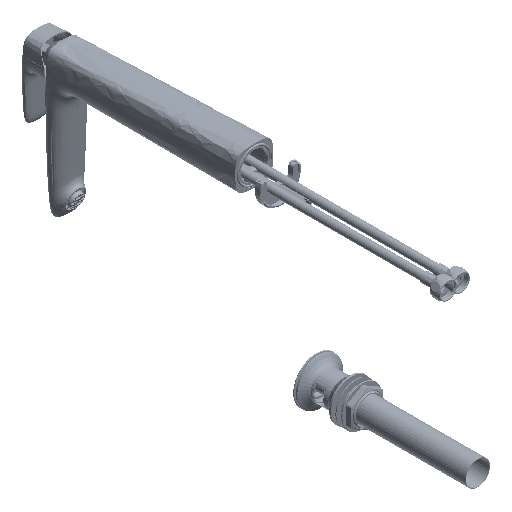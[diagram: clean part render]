
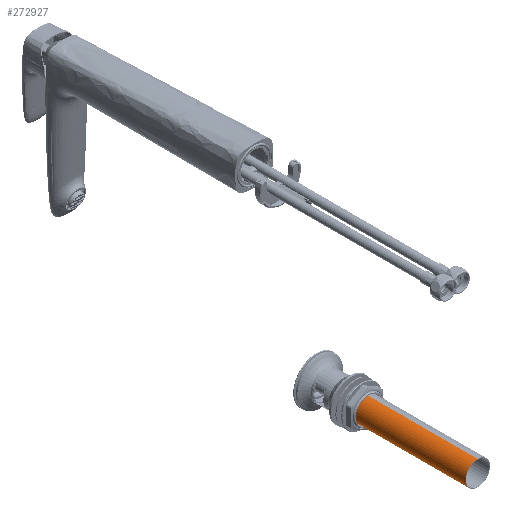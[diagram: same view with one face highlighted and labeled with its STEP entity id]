
A CAD part, isometric view. The second image highlights one B-rep face of the part: STEP entity #272927.
In plain terms, the highlighted cylindrical face has radius 15.84 mm (diameter 31.68 mm), a partial arc.
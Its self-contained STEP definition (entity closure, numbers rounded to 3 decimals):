
#272629=DIRECTION('',(0.,1.,0.));
#272630=VECTOR('',#272629,142.756);
#272631=CARTESIAN_POINT('',(0.,-151.,-15.84));
#272632=LINE('',#272631,#272630);
#272633=DIRECTION('',(0.,1.,0.));
#272634=VECTOR('',#272633,142.756);
#272635=CARTESIAN_POINT('',(0.,-151.,15.84));
#272636=LINE('',#272635,#272634);
#272637=CARTESIAN_POINT('',(0.,-151.,0.));
#272638=DIRECTION('',(0.,1.,0.));
#272639=DIRECTION('',(0.,0.,-1.));
#272640=AXIS2_PLACEMENT_3D('',#272637,#272638,#272639);
#272662=CARTESIAN_POINT('',(0.,-8.244,0.));
#272663=DIRECTION('',(0.,1.,0.));
#272664=DIRECTION('',(0.,0.,-1.));
#272665=AXIS2_PLACEMENT_3D('',#272662,#272663,#272664);
#272721=CARTESIAN_POINT('',(0.,-151.,-15.84));
#272722=CARTESIAN_POINT('',(0.,-8.244,-15.84));
#272723=VERTEX_POINT('',#272721);
#272724=VERTEX_POINT('',#272722);
#272731=CARTESIAN_POINT('',(0.,-151.,15.84));
#272732=CARTESIAN_POINT('',(0.,-8.244,15.84));
#272733=VERTEX_POINT('',#272731);
#272734=VERTEX_POINT('',#272732);
#272913=CARTESIAN_POINT('',(0.,7.55,0.));
#272914=DIRECTION('',(0.,-1.,0.));
#272915=DIRECTION('',(0.,0.,1.));
#272916=AXIS2_PLACEMENT_3D('',#272913,#272914,#272915);
#272917=CYLINDRICAL_SURFACE('',#272916,15.84);
#272919=ORIENTED_EDGE('',*,*,#272918,.T.);
#272921=ORIENTED_EDGE('',*,*,#272920,.T.);
#272923=ORIENTED_EDGE('',*,*,#272922,.F.);
#272924=ORIENTED_EDGE('',*,*,#272902,.F.);
#272925=EDGE_LOOP('',(#272919,#272921,#272923,#272924));
#272926=FACE_OUTER_BOUND('',#272925,.F.);
#272927=ADVANCED_FACE('',(#272926),#272917,.T.);
#272641=CIRCLE('',#272640,15.84);
#272666=CIRCLE('',#272665,15.84);
#272902=EDGE_CURVE('',#272723,#272733,#272641,.T.);
#272918=EDGE_CURVE('',#272723,#272724,#272632,.T.);
#272920=EDGE_CURVE('',#272724,#272734,#272666,.T.);
#272922=EDGE_CURVE('',#272733,#272734,#272636,.T.);
